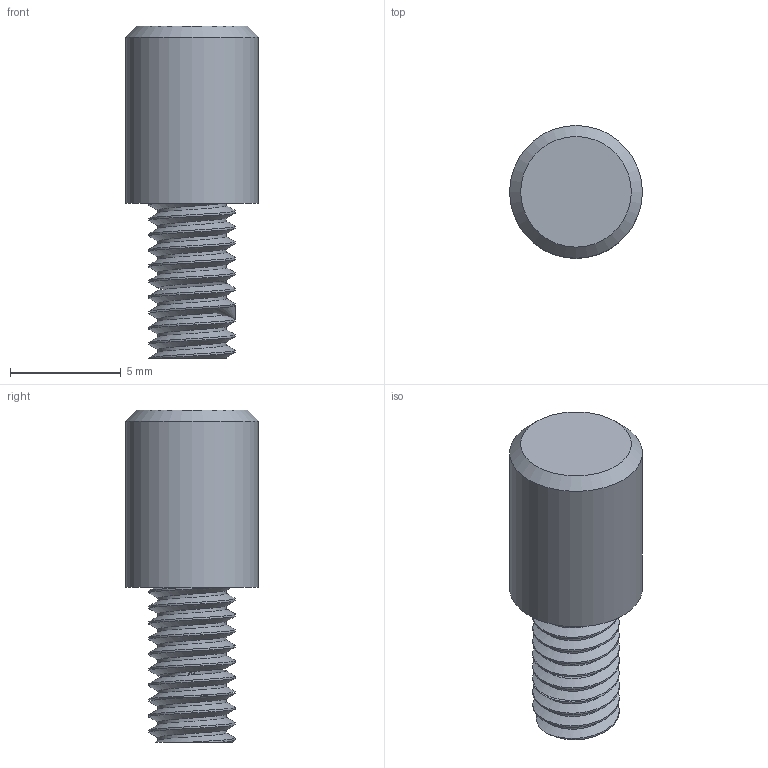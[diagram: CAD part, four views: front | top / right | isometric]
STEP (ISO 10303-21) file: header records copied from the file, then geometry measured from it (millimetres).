
FILE_DESCRIPTION(/* description */ (''),/* implementation_level */ '2;1');
FILE_NAME(/* name */ 'Axle end cap.step',/* time_stamp */ '2019-01-07T08:35:09+01:00',/* author */ (''),/* organization */ (''),/* preprocessor_version */ 'ST-DEVELOPER v17.2',/* originating_system */ 'Autodesk Translation Framework v7.6.0.251',/* authorisation */ '');
FILE_SCHEMA (('AUTOMOTIVE_DESIGN { 1 0 10303 214 3 1 1 }'));
Length unit declared in the file: millimetre
Products named in the file (1): screw end
Bounding box: 6 x 6 x 15 mm (x, y, z)
Volume: 298.4 mm3; surface area: 341.6 mm2
Topology: 1 solids, 1 shells, 32 faces, 82 edges, 53 vertices
Faces by surface type: cylinder 26, plane 3, bspline 2, cone 1
Full cylindrical faces by diameter (mm): 3.111 x11, 3.908 x10, 6 x1
Entity records: 2392 total; most frequent: CARTESIAN_POINT 1674, ORIENTED_EDGE 164, DIRECTION 105, EDGE_CURVE 82, VERTEX_POINT 53, B_SPLINE_CURVE_WITH_KNOTS 48, AXIS2_PLACEMENT_3D 40, EDGE_LOOP 33
